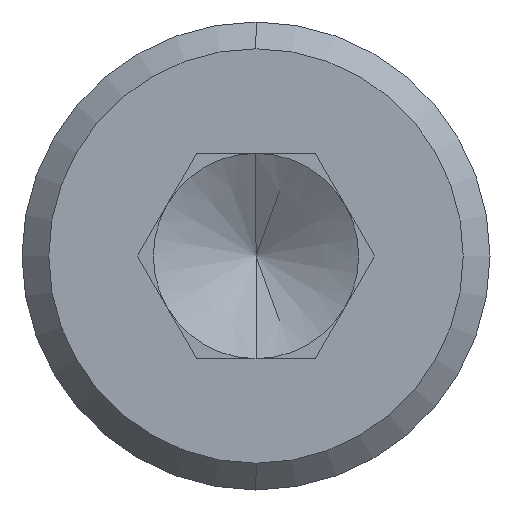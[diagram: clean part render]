
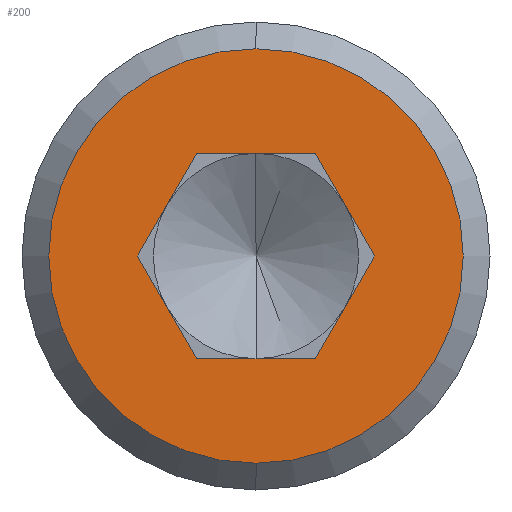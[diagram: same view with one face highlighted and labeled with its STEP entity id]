
A CAD part, left-side view. The second image highlights one B-rep face of the part: STEP entity #200.
In plain terms, the highlighted planar face has unit normal (-1, 0, 0).
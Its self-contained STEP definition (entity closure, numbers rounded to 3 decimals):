
#2 = CARTESIAN_POINT ( 'NONE',  ( 0., 0., -3.1 ) ) ;
#17 = VECTOR ( 'NONE', #48, 1000. ) ;
#24 = VERTEX_POINT ( 'NONE', #49 ) ;
#27 = DIRECTION ( 'NONE',  ( -1., 0., 0. ) ) ;
#37 = LINE ( 'NONE', #719, #667 ) ;
#42 = CIRCLE ( 'NONE', #154, 3.1 ) ;
#48 = DIRECTION ( 'NONE',  ( 0., -1., 0. ) ) ;
#49 = CARTESIAN_POINT ( 'NONE',  ( 0., -1.773, 0. ) ) ;
#68 = CARTESIAN_POINT ( 'NONE',  ( 0., 0., 3.1 ) ) ;
#80 = CARTESIAN_POINT ( 'NONE',  ( 0., 1.773, 0. ) ) ;
#86 = CARTESIAN_POINT ( 'NONE',  ( 0., 0., 0. ) ) ;
#106 = VERTEX_POINT ( 'NONE', #279 ) ;
#118 = CARTESIAN_POINT ( 'NONE',  ( 0., 0., 0. ) ) ;
#119 = VERTEX_POINT ( 'NONE', #2 ) ;
#127 = VERTEX_POINT ( 'NONE', #622 ) ;
#142 = VERTEX_POINT ( 'NONE', #223 ) ;
#148 = DIRECTION ( 'NONE',  ( 0., 0., 1. ) ) ;
#154 = AXIS2_PLACEMENT_3D ( 'NONE', #86, #27, #196 ) ;
#181 = VERTEX_POINT ( 'NONE', #80 ) ;
#196 = DIRECTION ( 'NONE',  ( 0., 0., 1. ) ) ;
#200 = ADVANCED_FACE ( 'NONE', ( #706, #394 ), #626, .T. ) ;
#203 = LINE ( 'NONE', #530, #339 ) ;
#212 = VERTEX_POINT ( 'NONE', #489 ) ;
#223 = CARTESIAN_POINT ( 'NONE',  ( 0., 0.887, -1.535 ) ) ;
#227 = AXIS2_PLACEMENT_3D ( 'NONE', #661, #416, #148 ) ;
#252 = EDGE_CURVE ( 'NONE', #181, #127, #586, .T. ) ;
#257 = DIRECTION ( 'NONE',  ( 0., 0., 1. ) ) ;
#267 = LINE ( 'NONE', #547, #17 ) ;
#279 = CARTESIAN_POINT ( 'NONE',  ( 0., -0.887, 1.535 ) ) ;
#284 = CARTESIAN_POINT ( 'NONE',  ( 0., -1.773, 0. ) ) ;
#286 = CARTESIAN_POINT ( 'NONE',  ( 0., 1.773, 0. ) ) ;
#307 = EDGE_CURVE ( 'NONE', #525, #119, #372, .T. ) ;
#308 = CARTESIAN_POINT ( 'NONE',  ( 0., 1.773, 0. ) ) ;
#320 = EDGE_CURVE ( 'NONE', #119, #525, #42, .T. ) ;
#325 = AXIS2_PLACEMENT_3D ( 'NONE', #118, #337, #257 ) ;
#327 = VECTOR ( 'NONE', #397, 1000. ) ;
#330 = ORIENTED_EDGE ( 'NONE', *, *, #514, .F. ) ;
#332 = EDGE_CURVE ( 'NONE', #106, #24, #37, .T. ) ;
#337 = DIRECTION ( 'NONE',  ( -1., 0., 0. ) ) ;
#339 = VECTOR ( 'NONE', #421, 1000. ) ;
#341 = EDGE_CURVE ( 'NONE', #106, #127, #203, .T. ) ;
#342 = LINE ( 'NONE', #284, #327 ) ;
#350 = ORIENTED_EDGE ( 'NONE', *, *, #341, .F. ) ;
#357 = ORIENTED_EDGE ( 'NONE', *, *, #709, .F. ) ;
#364 = ORIENTED_EDGE ( 'NONE', *, *, #307, .T. ) ;
#367 = DIRECTION ( 'NONE',  ( 0., -0.5, -0.866 ) ) ;
#372 = CIRCLE ( 'NONE', #227, 3.1 ) ;
#394 = FACE_OUTER_BOUND ( 'NONE', #572, .T. ) ;
#397 = DIRECTION ( 'NONE',  ( 0., 0.5, -0.866 ) ) ;
#411 = ORIENTED_EDGE ( 'NONE', *, *, #252, .T. ) ;
#416 = DIRECTION ( 'NONE',  ( -1., 0., 0. ) ) ;
#421 = DIRECTION ( 'NONE',  ( 0., 1., 0. ) ) ;
#452 = DIRECTION ( 'NONE',  ( 0., -0.5, -0.866 ) ) ;
#467 = EDGE_CURVE ( 'NONE', #24, #212, #342, .T. ) ;
#487 = VECTOR ( 'NONE', #716, 1000. ) ;
#489 = CARTESIAN_POINT ( 'NONE',  ( 0., -0.887, -1.535 ) ) ;
#514 = EDGE_CURVE ( 'NONE', #181, #142, #638, .T. ) ;
#519 = ORIENTED_EDGE ( 'NONE', *, *, #332, .T. ) ;
#525 = VERTEX_POINT ( 'NONE', #68 ) ;
#530 = CARTESIAN_POINT ( 'NONE',  ( 0., -0.887, 1.535 ) ) ;
#547 = CARTESIAN_POINT ( 'NONE',  ( 0., 0.887, -1.535 ) ) ;
#564 = EDGE_LOOP ( 'NONE', ( #411, #350, #519, #701, #357, #330 ) ) ;
#571 = VECTOR ( 'NONE', #452, 1000. ) ;
#572 = EDGE_LOOP ( 'NONE', ( #693, #364 ) ) ;
#586 = LINE ( 'NONE', #308, #487 ) ;
#622 = CARTESIAN_POINT ( 'NONE',  ( 0., 0.887, 1.535 ) ) ;
#626 = PLANE ( 'NONE',  #325 ) ;
#638 = LINE ( 'NONE', #286, #571 ) ;
#661 = CARTESIAN_POINT ( 'NONE',  ( 0., 0., 0. ) ) ;
#667 = VECTOR ( 'NONE', #367, 1000. ) ;
#693 = ORIENTED_EDGE ( 'NONE', *, *, #320, .T. ) ;
#701 = ORIENTED_EDGE ( 'NONE', *, *, #467, .T. ) ;
#706 = FACE_BOUND ( 'NONE', #564, .T. ) ;
#709 = EDGE_CURVE ( 'NONE', #142, #212, #267, .T. ) ;
#716 = DIRECTION ( 'NONE',  ( 0., -0.5, 0.866 ) ) ;
#719 = CARTESIAN_POINT ( 'NONE',  ( 0., -0.887, 1.535 ) ) ;
